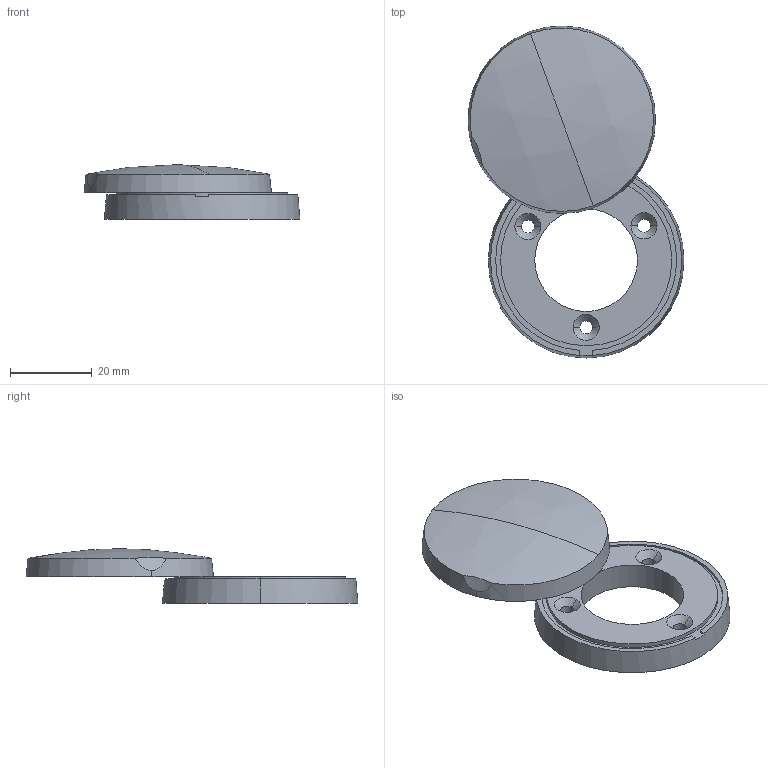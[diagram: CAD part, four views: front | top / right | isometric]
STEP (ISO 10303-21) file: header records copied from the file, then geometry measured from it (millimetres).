
FILE_DESCRIPTION (( 'STEP AP203' ), '1' );
FILE_NAME ('sone3D.STEP', '2015-04-10T01:07:43', ( '' ), ( '' ), 'SwSTEP 2.0', 'SolidWorks 2012', '' );
FILE_SCHEMA (( 'CONFIG_CONTROL_DESIGN' ));
Length unit declared in the file: millimetre
Products named in the file (3): C-135-1_僉儍僢僾B_; C-135-1_僉儍僢僾A_; sone3D
Assembly tree (2 placements, depth 2):
  sone3D
    C-135-1_僉儍僢僾B_
    C-135-1_僉儍僢僾A_
Bounding box: 52.99 x 81.44 x 13.4 mm (x, y, z)
Volume: 11773 mm3; surface area: 8840.8 mm2
Topology: 2 solids, 2 shells, 61 faces, 147 edges, 96 vertices
Faces by surface type: cylinder 26, cone 15, plane 15, sphere 5
Entity records: 2230 total; most frequent: CARTESIAN_POINT 425, DIRECTION 349, ORIENTED_EDGE 294, AXIS2_PLACEMENT_3D 150, EDGE_CURVE 147, VERTEX_POINT 96, CIRCLE 84, EDGE_LOOP 77
